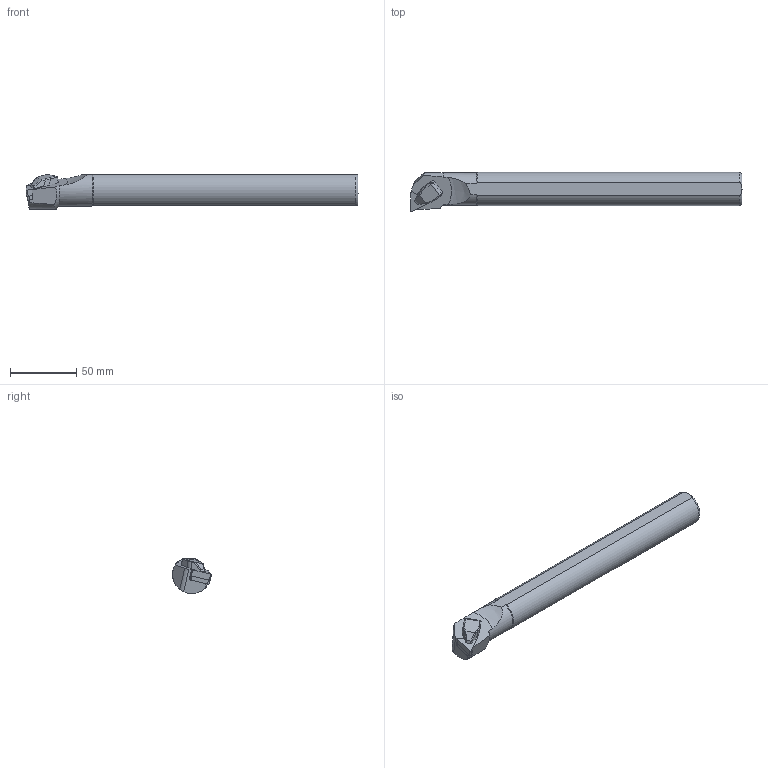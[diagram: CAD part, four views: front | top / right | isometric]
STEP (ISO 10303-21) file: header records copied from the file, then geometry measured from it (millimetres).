
FILE_DESCRIPTION(/* description */ (''),/* implementation_level */ '2;1');
FILE_NAME(/* name */ 'S25S-TTUNR-16.stp',/* time_stamp */ '2023-10-09T20:57:37+03:00',/* author */ (''),/* organization */ (''),/* preprocessor_version */ 'ST-DEVELOPER v19.4',/* originating_system */ 'SIEMENS PLM Software NX2306.3001',/* authorisation */ '');
FILE_SCHEMA (('AUTOMOTIVE_DESIGN { 1 0 10303 214 3 1 1 1 }'));
Length unit declared in the file: millimetre
Products named in the file (1): S25S-TTUNR-16
Bounding box: 250 x 29.5 x 26.32 mm (x, y, z)
Volume: 116593.4 mm3; surface area: 21061.5 mm2
Topology: 2 solids, 3 shells, 101 faces, 256 edges, 159 vertices
Faces by surface type: cylinder 42, plane 36, bspline 14, cone 5, torus 3, sphere 1
Full cylindrical faces by diameter (mm): 3.1 x1, 3.4 x1, 6 x1
Entity records: 4203 total; most frequent: CARTESIAN_POINT 1824, DIRECTION 500, ORIENTED_EDGE 484, EDGE_CURVE 242, AXIS2_PLACEMENT_3D 193, VERTEX_POINT 156, LINE 114, VECTOR 114
